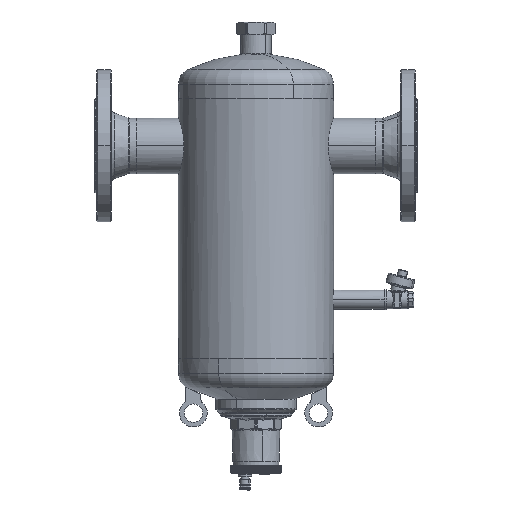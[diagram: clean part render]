
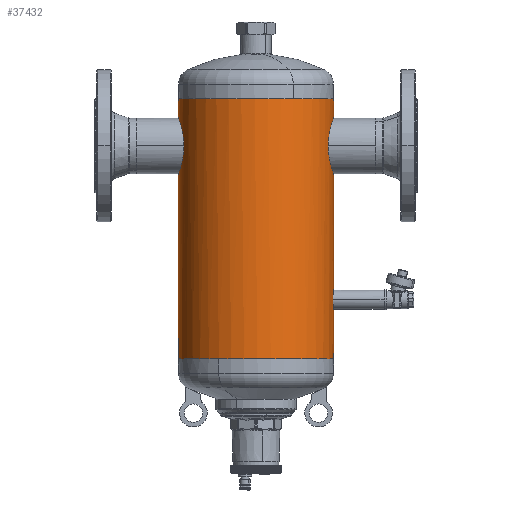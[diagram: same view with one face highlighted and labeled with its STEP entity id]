
A CAD part, front view. The second image highlights one B-rep face of the part: STEP entity #37432.
In plain terms, the highlighted cylindrical face has radius 84.15 mm (diameter 168.3 mm), a partial arc.
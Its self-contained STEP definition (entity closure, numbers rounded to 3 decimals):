
#37229=CARTESIAN_POINT('Vertex',(-185.09,-73.849,-1.)) ;
#37243=CARTESIAN_POINT('Vertex',(-60.596,0.,-1.)) ;
#37246=CARTESIAN_POINT('Axis2P3D Location',(-144.746,0.,-1.)) ;
#37259=CARTESIAN_POINT('Axis2P3D Location',(-144.746,0.,-1.)) ;
#37263=CARTESIAN_POINT('Vertex',(-228.896,0.,-1.)) ;
#37279=CARTESIAN_POINT('Axis2P3D Location',(-144.746,0.,140.)) ;
#37284=CARTESIAN_POINT('Line Origine',(-60.596,0.,140.)) ;
#37288=CARTESIAN_POINT('Vertex',(-60.596,0.,73.75)) ;
#37290=CARTESIAN_POINT('Vertex',(-60.596,0.,199.25)) ;
#37294=CARTESIAN_POINT('Control Point',(-66.416,-30.75,230.)) ;
#37295=CARTESIAN_POINT('Control Point',(-66.416,-30.75,226.542)) ;
#37296=CARTESIAN_POINT('Control Point',(-66.225,-30.264,223.085)) ;
#37297=CARTESIAN_POINT('Control Point',(-65.843,-29.292,219.735)) ;
#37298=CARTESIAN_POINT('Control Point',(-64.968,-26.899,214.403)) ;
#37299=CARTESIAN_POINT('Control Point',(-63.887,-23.379,209.818)) ;
#37300=CARTESIAN_POINT('Control Point',(-63.43,-21.765,208.086)) ;
#37301=CARTESIAN_POINT('Control Point',(-62.255,-17.117,203.972)) ;
#37302=CARTESIAN_POINT('Control Point',(-61.272,-11.526,201.098)) ;
#37303=CARTESIAN_POINT('Control Point',(-60.821,-7.784,199.866)) ;
#37304=CARTESIAN_POINT('Control Point',(-60.596,-3.892,199.25)) ;
#37305=CARTESIAN_POINT('Control Point',(-60.596,0.,199.25)) ;
#37306=CARTESIAN_POINT('Vertex',(-66.416,-30.75,230.)) ;
#37310=CARTESIAN_POINT('Control Point',(-66.416,-30.75,230.)) ;
#37311=CARTESIAN_POINT('Control Point',(-66.416,-30.75,233.458)) ;
#37312=CARTESIAN_POINT('Control Point',(-66.225,-30.264,236.915)) ;
#37313=CARTESIAN_POINT('Control Point',(-65.843,-29.292,240.265)) ;
#37314=CARTESIAN_POINT('Control Point',(-64.968,-26.899,245.597)) ;
#37315=CARTESIAN_POINT('Control Point',(-63.887,-23.379,250.182)) ;
#37316=CARTESIAN_POINT('Control Point',(-63.43,-21.765,251.914)) ;
#37317=CARTESIAN_POINT('Control Point',(-62.255,-17.117,256.028)) ;
#37318=CARTESIAN_POINT('Control Point',(-61.272,-11.526,258.902)) ;
#37319=CARTESIAN_POINT('Control Point',(-60.821,-7.784,260.134)) ;
#37320=CARTESIAN_POINT('Control Point',(-60.596,-3.892,260.75)) ;
#37321=CARTESIAN_POINT('Control Point',(-60.596,0.,260.75)) ;
#37322=CARTESIAN_POINT('Vertex',(-60.596,0.,260.75)) ;
#37325=CARTESIAN_POINT('Line Origine',(-60.596,0.,140.)) ;
#37329=CARTESIAN_POINT('Vertex',(-60.596,0.,281.)) ;
#37332=CARTESIAN_POINT('Axis2P3D Location',(-144.746,0.,281.)) ;
#37336=CARTESIAN_POINT('Vertex',(-104.403,-73.849,281.)) ;
#37339=CARTESIAN_POINT('Axis2P3D Location',(-144.746,0.,281.)) ;
#37343=CARTESIAN_POINT('Vertex',(-228.896,0.,281.)) ;
#37346=CARTESIAN_POINT('Line Origine',(-228.896,0.,140.)) ;
#37350=CARTESIAN_POINT('Vertex',(-228.896,0.,260.75)) ;
#37354=CARTESIAN_POINT('Control Point',(-223.077,-30.75,230.)) ;
#37355=CARTESIAN_POINT('Control Point',(-223.077,-30.75,233.458)) ;
#37356=CARTESIAN_POINT('Control Point',(-223.268,-30.264,236.915)) ;
#37357=CARTESIAN_POINT('Control Point',(-223.65,-29.292,240.265)) ;
#37358=CARTESIAN_POINT('Control Point',(-224.525,-26.899,245.597)) ;
#37359=CARTESIAN_POINT('Control Point',(-225.606,-23.379,250.182)) ;
#37360=CARTESIAN_POINT('Control Point',(-226.062,-21.765,251.914)) ;
#37361=CARTESIAN_POINT('Control Point',(-227.237,-17.117,256.028)) ;
#37362=CARTESIAN_POINT('Control Point',(-228.22,-11.526,258.902)) ;
#37363=CARTESIAN_POINT('Control Point',(-228.671,-7.784,260.134)) ;
#37364=CARTESIAN_POINT('Control Point',(-228.896,-3.892,260.75)) ;
#37365=CARTESIAN_POINT('Control Point',(-228.896,0.,260.75)) ;
#37366=CARTESIAN_POINT('Vertex',(-223.077,-30.75,230.)) ;
#37370=CARTESIAN_POINT('Control Point',(-223.077,-30.75,230.)) ;
#37371=CARTESIAN_POINT('Control Point',(-223.077,-30.75,226.542)) ;
#37372=CARTESIAN_POINT('Control Point',(-223.268,-30.264,223.085)) ;
#37373=CARTESIAN_POINT('Control Point',(-223.65,-29.292,219.735)) ;
#37374=CARTESIAN_POINT('Control Point',(-224.525,-26.899,214.403)) ;
#37375=CARTESIAN_POINT('Control Point',(-225.606,-23.379,209.818)) ;
#37376=CARTESIAN_POINT('Control Point',(-226.062,-21.765,208.086)) ;
#37377=CARTESIAN_POINT('Control Point',(-227.237,-17.117,203.972)) ;
#37378=CARTESIAN_POINT('Control Point',(-228.22,-11.526,201.098)) ;
#37379=CARTESIAN_POINT('Control Point',(-228.671,-7.784,199.866)) ;
#37380=CARTESIAN_POINT('Control Point',(-228.896,-3.892,199.25)) ;
#37381=CARTESIAN_POINT('Control Point',(-228.896,0.,199.25)) ;
#37382=CARTESIAN_POINT('Vertex',(-228.896,0.,199.25)) ;
#37385=CARTESIAN_POINT('Line Origine',(-228.896,0.,140.)) ;
#37390=CARTESIAN_POINT('Line Origine',(-60.596,0.,140.)) ;
#37394=CARTESIAN_POINT('Vertex',(-60.596,0.,52.25)) ;
#37398=CARTESIAN_POINT('Control Point',(-60.596,0.,52.25)) ;
#37399=CARTESIAN_POINT('Control Point',(-60.596,-3.381,52.25)) ;
#37400=CARTESIAN_POINT('Control Point',(-60.764,-6.763,53.579)) ;
#37401=CARTESIAN_POINT('Control Point',(-61.116,-9.421,56.237)) ;
#37402=CARTESIAN_POINT('Control Point',(-61.286,-10.75,59.619)) ;
#37403=CARTESIAN_POINT('Control Point',(-61.286,-10.75,63.)) ;
#37404=CARTESIAN_POINT('Vertex',(-61.286,-10.75,63.)) ;
#37408=CARTESIAN_POINT('Control Point',(-61.286,-10.75,63.)) ;
#37409=CARTESIAN_POINT('Control Point',(-61.286,-10.75,66.381)) ;
#37410=CARTESIAN_POINT('Control Point',(-61.116,-9.421,69.763)) ;
#37411=CARTESIAN_POINT('Control Point',(-60.764,-6.764,72.421)) ;
#37412=CARTESIAN_POINT('Control Point',(-60.596,-3.381,73.75)) ;
#37413=CARTESIAN_POINT('Control Point',(-60.596,0.,73.75)) ;
#37247=DIRECTION('Axis2P3D Direction',(0.,0.,-1.)) ;
#37260=DIRECTION('Axis2P3D Direction',(0.,0.,-1.)) ;
#37280=DIRECTION('Axis2P3D Direction',(0.,0.,1.)) ;
#37281=DIRECTION('Axis2P3D XDirection',(1.,0.,0.)) ;
#37285=DIRECTION('Vector Direction',(0.,0.,1.)) ;
#37326=DIRECTION('Vector Direction',(0.,0.,1.)) ;
#37333=DIRECTION('Axis2P3D Direction',(0.,0.,1.)) ;
#37340=DIRECTION('Axis2P3D Direction',(0.,0.,1.)) ;
#37347=DIRECTION('Vector Direction',(0.,0.,1.)) ;
#37386=DIRECTION('Vector Direction',(0.,0.,1.)) ;
#37391=DIRECTION('Vector Direction',(0.,0.,1.)) ;
#37248=AXIS2_PLACEMENT_3D('Circle Axis2P3D',#37246,#37247,$) ;
#37261=AXIS2_PLACEMENT_3D('Circle Axis2P3D',#37259,#37260,$) ;
#37282=AXIS2_PLACEMENT_3D('Cylinder Axis2P3D',#37279,#37280,#37281) ;
#37334=AXIS2_PLACEMENT_3D('Circle Axis2P3D',#37332,#37333,$) ;
#37341=AXIS2_PLACEMENT_3D('Circle Axis2P3D',#37339,#37340,$) ;
#37416=ORIENTED_EDGE('',*,*,#37292,.T.) ;
#37417=ORIENTED_EDGE('',*,*,#37308,.F.) ;
#37418=ORIENTED_EDGE('',*,*,#37324,.T.) ;
#37419=ORIENTED_EDGE('',*,*,#37331,.T.) ;
#37420=ORIENTED_EDGE('',*,*,#37338,.F.) ;
#37421=ORIENTED_EDGE('',*,*,#37345,.F.) ;
#37422=ORIENTED_EDGE('',*,*,#37352,.F.) ;
#37423=ORIENTED_EDGE('',*,*,#37368,.F.) ;
#37424=ORIENTED_EDGE('',*,*,#37384,.T.) ;
#37425=ORIENTED_EDGE('',*,*,#37389,.F.) ;
#37426=ORIENTED_EDGE('',*,*,#37265,.T.) ;
#37427=ORIENTED_EDGE('',*,*,#37250,.F.) ;
#37428=ORIENTED_EDGE('',*,*,#37396,.T.) ;
#37429=ORIENTED_EDGE('',*,*,#37406,.T.) ;
#37430=ORIENTED_EDGE('',*,*,#37414,.T.) ;
#37286=VECTOR('Line Direction',#37285,1.) ;
#37327=VECTOR('Line Direction',#37326,1.) ;
#37348=VECTOR('Line Direction',#37347,1.) ;
#37387=VECTOR('Line Direction',#37386,1.) ;
#37392=VECTOR('Line Direction',#37391,1.) ;
#37432=ADVANCED_FACE('PartBody',(#37431),#37283,.T.) ;
#37293=B_SPLINE_CURVE_WITH_KNOTS('',5,(#37294,#37295,#37296,#37297,#37298,#37299,#37300,#37301,#37302,#37303,#37304,#37305),.UNSPECIFIED.,.F.,.U.,(6,3,3,6),(0.,24.449,41.394,68.916),.UNSPECIFIED.) ;
#37309=B_SPLINE_CURVE_WITH_KNOTS('',5,(#37310,#37311,#37312,#37313,#37314,#37315,#37316,#37317,#37318,#37319,#37320,#37321),.UNSPECIFIED.,.F.,.U.,(6,3,3,6),(0.,24.449,41.394,68.916),.UNSPECIFIED.) ;
#37353=B_SPLINE_CURVE_WITH_KNOTS('',5,(#37354,#37355,#37356,#37357,#37358,#37359,#37360,#37361,#37362,#37363,#37364,#37365),.UNSPECIFIED.,.F.,.U.,(6,3,3,6),(0.,24.449,41.394,68.916),.UNSPECIFIED.) ;
#37369=B_SPLINE_CURVE_WITH_KNOTS('',5,(#37370,#37371,#37372,#37373,#37374,#37375,#37376,#37377,#37378,#37379,#37380,#37381),.UNSPECIFIED.,.F.,.U.,(6,3,3,6),(0.,24.449,41.394,68.916),.UNSPECIFIED.) ;
#37397=B_SPLINE_CURVE_WITH_KNOTS('',5,(#37398,#37399,#37400,#37401,#37402,#37403),.UNSPECIFIED.,.F.,.U.,(6,6),(0.,23.905),.UNSPECIFIED.) ;
#37407=B_SPLINE_CURVE_WITH_KNOTS('',5,(#37408,#37409,#37410,#37411,#37412,#37413),.UNSPECIFIED.,.F.,.U.,(6,6),(23.905,47.809),.UNSPECIFIED.) ;
#37249=CIRCLE('generated circle',#37248,84.15) ;
#37262=CIRCLE('generated circle',#37261,84.15) ;
#37335=CIRCLE('generated circle',#37334,84.15) ;
#37342=CIRCLE('generated circle',#37341,84.15) ;
#37283=CYLINDRICAL_SURFACE('generated cylinder',#37282,84.15) ;
#37250=EDGE_CURVE('',#37244,#37230,#37249,.T.) ;
#37265=EDGE_CURVE('',#37264,#37230,#37262,.F.) ;
#37292=EDGE_CURVE('',#37289,#37291,#37287,.T.) ;
#37308=EDGE_CURVE('',#37307,#37291,#37293,.T.) ;
#37324=EDGE_CURVE('',#37307,#37323,#37309,.T.) ;
#37331=EDGE_CURVE('',#37323,#37330,#37328,.T.) ;
#37338=EDGE_CURVE('',#37337,#37330,#37335,.T.) ;
#37345=EDGE_CURVE('',#37344,#37337,#37342,.T.) ;
#37352=EDGE_CURVE('',#37351,#37344,#37349,.T.) ;
#37368=EDGE_CURVE('',#37367,#37351,#37353,.T.) ;
#37384=EDGE_CURVE('',#37367,#37383,#37369,.T.) ;
#37389=EDGE_CURVE('',#37264,#37383,#37388,.T.) ;
#37396=EDGE_CURVE('',#37244,#37395,#37393,.T.) ;
#37406=EDGE_CURVE('',#37395,#37405,#37397,.T.) ;
#37414=EDGE_CURVE('',#37405,#37289,#37407,.T.) ;
#37415=EDGE_LOOP('',(#37416,#37417,#37418,#37419,#37420,#37421,#37422,#37423,#37424,#37425,#37426,#37427,#37428,#37429,#37430)) ;
#37431=FACE_OUTER_BOUND('',#37415,.T.) ;
#37287=LINE('Line',#37284,#37286) ;
#37328=LINE('Line',#37325,#37327) ;
#37349=LINE('Line',#37346,#37348) ;
#37388=LINE('Line',#37385,#37387) ;
#37393=LINE('Line',#37390,#37392) ;
#37230=VERTEX_POINT('',#37229) ;
#37244=VERTEX_POINT('',#37243) ;
#37264=VERTEX_POINT('',#37263) ;
#37289=VERTEX_POINT('',#37288) ;
#37291=VERTEX_POINT('',#37290) ;
#37307=VERTEX_POINT('',#37306) ;
#37323=VERTEX_POINT('',#37322) ;
#37330=VERTEX_POINT('',#37329) ;
#37337=VERTEX_POINT('',#37336) ;
#37344=VERTEX_POINT('',#37343) ;
#37351=VERTEX_POINT('',#37350) ;
#37367=VERTEX_POINT('',#37366) ;
#37383=VERTEX_POINT('',#37382) ;
#37395=VERTEX_POINT('',#37394) ;
#37405=VERTEX_POINT('',#37404) ;
